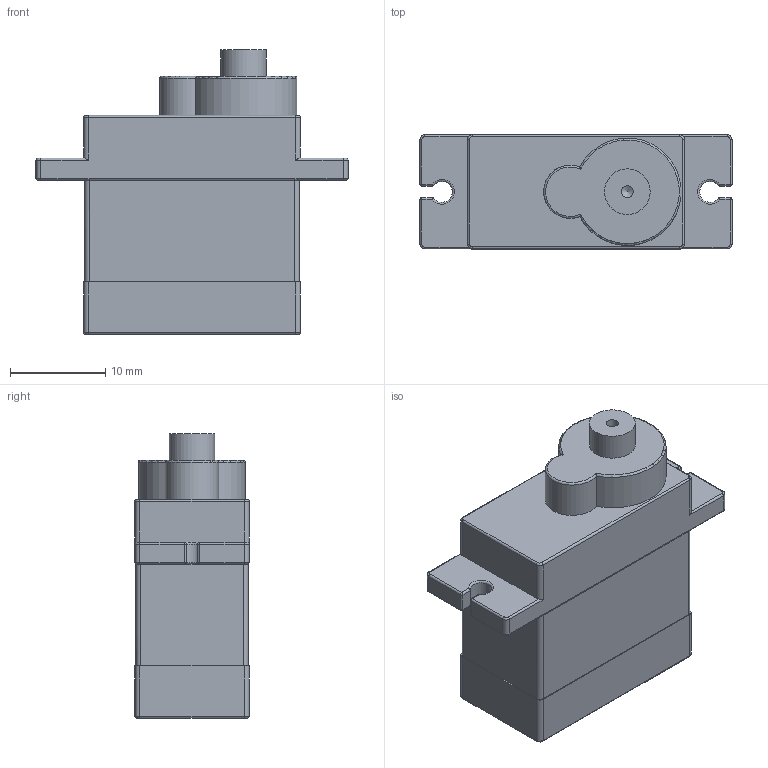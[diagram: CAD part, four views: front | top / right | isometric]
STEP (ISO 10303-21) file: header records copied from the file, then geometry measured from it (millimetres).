
FILE_DESCRIPTION(/* description */ ('STEP AP242','CAx-IF Rec.Pracs.---Representation and Presentation of Product Manufacturing Information (PMI)---4.0---2014-10-13','CAx-IF Rec.Pracs.---3D Tessellated Geometry---0.4---2014-09-14','2;1'),/* implementation_level */ '2;1');
FILE_NAME(/* name */ '620713aa3a442043f1fc543c',/* time_stamp */ '2022-02-12T01:55:54+00:00',/* author */ (''),/* organization */ (''),/* preprocessor_version */ 'ST-DEVELOPER v18.101',/* originating_system */ ' ',/* authorisation */ ' ');
FILE_SCHEMA (('AP242_MANAGED_MODEL_BASED_3D_ENGINEERING_MIM_LF { 1 0 10303 442 1 1 4 }'));
Length unit declared in the file: metre
Products named in the file (1): servo TowerPro SG90
Bounding box: 32.8 x 12 x 29.9 mm (x, y, z)
Volume: 6982.5 mm3; surface area: 2628.5 mm2
Topology: 1 solids, 1 shells, 136 faces, 318 edges, 171 vertices
Faces by surface type: cylinder 64, plane 29, torus 22, sphere 16, bspline 4, cone 1
Full cylindrical faces by diameter (mm): 1.25 x1, 4.8 x1
Entity records: 3790 total; most frequent: CARTESIAN_POINT 722, DIRECTION 704, ORIENTED_EDGE 596, EDGE_CURVE 298, AXIS2_PLACEMENT_3D 287, VERTEX_POINT 171, CIRCLE 154, FACE_BOUND 143
